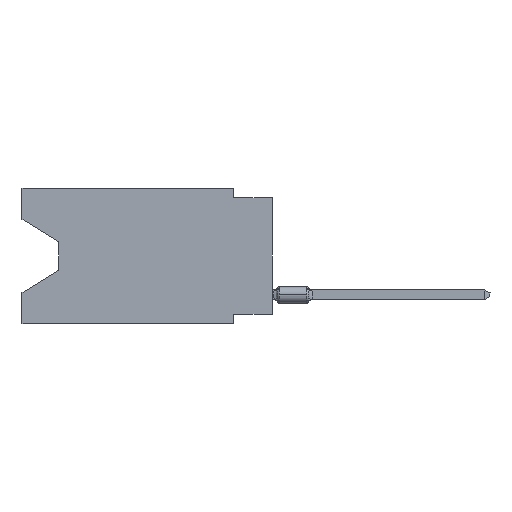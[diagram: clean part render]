
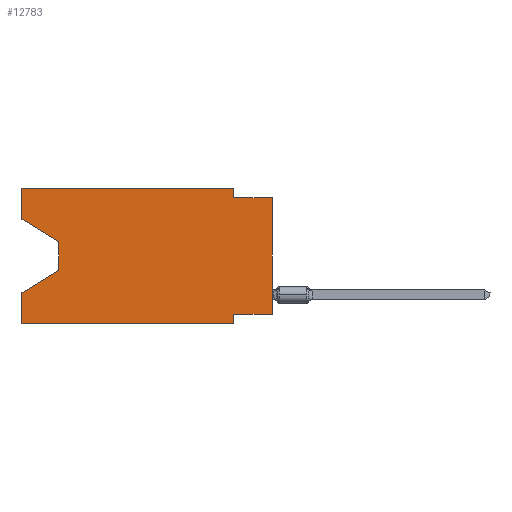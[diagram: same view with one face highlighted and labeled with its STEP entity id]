
A CAD part, left-side view. The second image highlights one B-rep face of the part: STEP entity #12783.
In plain terms, the highlighted planar face has unit normal (-1, 0, 0).
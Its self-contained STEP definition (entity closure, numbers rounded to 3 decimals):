
#43 = DIRECTION ( 'NONE',  ( 0., 0., 1. ) ) ;
#1984 = EDGE_CURVE ( 'NONE', #86507, #59033, #67448, .T. ) ;
#2167 = CARTESIAN_POINT ( 'NONE',  ( 0., 13.97, -3.505 ) ) ;
#2871 = ORIENTED_EDGE ( 'NONE', *, *, #67203, .F. ) ;
#3238 = ORIENTED_EDGE ( 'NONE', *, *, #22645, .F. ) ;
#4224 = CARTESIAN_POINT ( 'NONE',  ( 0., 13.97, -3.505 ) ) ;
#4503 = VERTEX_POINT ( 'NONE', #44329 ) ;
#5050 = EDGE_CURVE ( 'NONE', #80643, #46583, #40474, .T. ) ;
#5666 = VECTOR ( 'NONE', #68854, 1000. ) ;
#7295 = DIRECTION ( 'NONE',  ( 1., 0., 0. ) ) ;
#7467 = ORIENTED_EDGE ( 'NONE', *, *, #1984, .T. ) ;
#10357 = VECTOR ( 'NONE', #42408, 1000. ) ;
#11517 = LINE ( 'NONE', #39962, #88935 ) ;
#12240 = CARTESIAN_POINT ( 'NONE',  ( 0., 16.383, -8.89 ) ) ;
#12783 = ADVANCED_FACE ( 'NONE', ( #84168 ), #19895, .F. ) ;
#14451 = CARTESIAN_POINT ( 'NONE',  ( 0., 2.54, -8.89 ) ) ;
#14872 = CARTESIAN_POINT ( 'NONE',  ( 0., 0., -0.635 ) ) ;
#15115 = ORIENTED_EDGE ( 'NONE', *, *, #87037, .T. ) ;
#19895 = PLANE ( 'NONE',  #84231 ) ;
#20089 = VECTOR ( 'NONE', #43, 1000. ) ;
#20993 = VERTEX_POINT ( 'NONE', #2167 ) ;
#21515 = VERTEX_POINT ( 'NONE', #81534 ) ;
#22181 = VECTOR ( 'NONE', #47196, 1000. ) ;
#22645 = EDGE_CURVE ( 'NONE', #87618, #80643, #22889, .T. ) ;
#22781 = VERTEX_POINT ( 'NONE', #26133 ) ;
#22889 = LINE ( 'NONE', #24271, #34938 ) ;
#23125 = ORIENTED_EDGE ( 'NONE', *, *, #37538, .T. ) ;
#23470 = CARTESIAN_POINT ( 'NONE',  ( 0., 13.97, -5.385 ) ) ;
#24271 = CARTESIAN_POINT ( 'NONE',  ( 0., 16.383, 0. ) ) ;
#24424 = DIRECTION ( 'NONE',  ( 0., 0.855, -0.519 ) ) ;
#26133 = CARTESIAN_POINT ( 'NONE',  ( 0., 16.383, -2.038 ) ) ;
#30231 = LINE ( 'NONE', #58643, #63447 ) ;
#31035 = CARTESIAN_POINT ( 'NONE',  ( 0., 16.383, 0. ) ) ;
#34517 = LINE ( 'NONE', #85705, #20089 ) ;
#34938 = VECTOR ( 'NONE', #52707, 1000. ) ;
#34992 = ORIENTED_EDGE ( 'NONE', *, *, #77463, .F. ) ;
#35265 = CARTESIAN_POINT ( 'NONE',  ( 0., 16.383, 0. ) ) ;
#36010 = VECTOR ( 'NONE', #80286, 1000. ) ;
#36042 = CARTESIAN_POINT ( 'NONE',  ( 0., 2.54, -0.635 ) ) ;
#36123 = ORIENTED_EDGE ( 'NONE', *, *, #80693, .F. ) ;
#37005 = LINE ( 'NONE', #66784, #36010 ) ;
#37538 = EDGE_CURVE ( 'NONE', #22781, #20993, #37005, .T. ) ;
#39962 = CARTESIAN_POINT ( 'NONE',  ( 0., 13.97, -5.385 ) ) ;
#40474 = LINE ( 'NONE', #47923, #5666 ) ;
#42408 = DIRECTION ( 'NONE',  ( 0., -1., 0. ) ) ;
#44329 = CARTESIAN_POINT ( 'NONE',  ( 0., 2.54, -8.255 ) ) ;
#46583 = VERTEX_POINT ( 'NONE', #36042 ) ;
#47196 = DIRECTION ( 'NONE',  ( 0., 0., 1. ) ) ;
#47875 = DIRECTION ( 'NONE',  ( 0., 0., -1. ) ) ;
#47923 = CARTESIAN_POINT ( 'NONE',  ( 0., 2.54, 0. ) ) ;
#48792 = DIRECTION ( 'NONE',  ( 0., 0., -1. ) ) ;
#48976 = EDGE_CURVE ( 'NONE', #4503, #59033, #76705, .T. ) ;
#52151 = VERTEX_POINT ( 'NONE', #83706 ) ;
#52707 = DIRECTION ( 'NONE',  ( 0., -1., 0. ) ) ;
#53191 = ORIENTED_EDGE ( 'NONE', *, *, #65519, .T. ) ;
#54082 = LINE ( 'NONE', #4224, #77892 ) ;
#54101 = ORIENTED_EDGE ( 'NONE', *, *, #5050, .F. ) ;
#56765 = LINE ( 'NONE', #57666, #80511 ) ;
#57666 = CARTESIAN_POINT ( 'NONE',  ( 0., 0., -8.255 ) ) ;
#57738 = DIRECTION ( 'NONE',  ( 0., 0., 1. ) ) ;
#58122 = CARTESIAN_POINT ( 'NONE',  ( 0., 2.54, 0. ) ) ;
#58643 = CARTESIAN_POINT ( 'NONE',  ( 0., 16.383, 0. ) ) ;
#59033 = VERTEX_POINT ( 'NONE', #14451 ) ;
#59059 = EDGE_CURVE ( 'NONE', #22781, #87618, #34517, .T. ) ;
#59139 = EDGE_LOOP ( 'NONE', ( #23125, #15115, #53191, #34992, #7467, #59467, #36123, #87598, #2871, #54101, #3238, #68175 ) ) ;
#59467 = ORIENTED_EDGE ( 'NONE', *, *, #48976, .F. ) ;
#59559 = DIRECTION ( 'NONE',  ( 0., -1., 0. ) ) ;
#59948 = VERTEX_POINT ( 'NONE', #23470 ) ;
#63447 = VECTOR ( 'NONE', #57738, 1000. ) ;
#64275 = LINE ( 'NONE', #14872, #10357 ) ;
#64798 = VECTOR ( 'NONE', #59559, 1000. ) ;
#65519 = EDGE_CURVE ( 'NONE', #59948, #21515, #11517, .T. ) ;
#65606 = CARTESIAN_POINT ( 'NONE',  ( 0., 0., -8.255 ) ) ;
#66784 = CARTESIAN_POINT ( 'NONE',  ( 0., 16.383, -2.038 ) ) ;
#67203 = EDGE_CURVE ( 'NONE', #46583, #52151, #64275, .T. ) ;
#67448 = LINE ( 'NONE', #89317, #64798 ) ;
#68175 = ORIENTED_EDGE ( 'NONE', *, *, #59059, .F. ) ;
#68854 = DIRECTION ( 'NONE',  ( 0., 0., -1. ) ) ;
#69719 = CARTESIAN_POINT ( 'NONE',  ( 0., 2.54, -8.89 ) ) ;
#76497 = LINE ( 'NONE', #90470, #22181 ) ;
#76705 = LINE ( 'NONE', #69719, #91970 ) ;
#77463 = EDGE_CURVE ( 'NONE', #86507, #21515, #30231, .T. ) ;
#77892 = VECTOR ( 'NONE', #82474, 1000. ) ;
#80286 = DIRECTION ( 'NONE',  ( 0., -0.855, -0.519 ) ) ;
#80511 = VECTOR ( 'NONE', #86048, 1000. ) ;
#80643 = VERTEX_POINT ( 'NONE', #58122 ) ;
#80693 = EDGE_CURVE ( 'NONE', #82847, #4503, #56765, .T. ) ;
#81534 = CARTESIAN_POINT ( 'NONE',  ( 0., 16.383, -6.852 ) ) ;
#82474 = DIRECTION ( 'NONE',  ( 0., 0., -1. ) ) ;
#82847 = VERTEX_POINT ( 'NONE', #65606 ) ;
#83706 = CARTESIAN_POINT ( 'NONE',  ( 0., 0., -0.635 ) ) ;
#84168 = FACE_OUTER_BOUND ( 'NONE', #59139, .T. ) ;
#84231 = AXIS2_PLACEMENT_3D ( 'NONE', #35265, #7295, #47875 ) ;
#85705 = CARTESIAN_POINT ( 'NONE',  ( 0., 16.383, 0. ) ) ;
#86048 = DIRECTION ( 'NONE',  ( 0., 1., 0. ) ) ;
#86507 = VERTEX_POINT ( 'NONE', #12240 ) ;
#87037 = EDGE_CURVE ( 'NONE', #20993, #59948, #54082, .T. ) ;
#87598 = ORIENTED_EDGE ( 'NONE', *, *, #91999, .T. ) ;
#87618 = VERTEX_POINT ( 'NONE', #31035 ) ;
#88935 = VECTOR ( 'NONE', #24424, 1000. ) ;
#89317 = CARTESIAN_POINT ( 'NONE',  ( 0., 16.383, -8.89 ) ) ;
#90470 = CARTESIAN_POINT ( 'NONE',  ( 0., 0., 0. ) ) ;
#91970 = VECTOR ( 'NONE', #48792, 1000. ) ;
#91999 = EDGE_CURVE ( 'NONE', #82847, #52151, #76497, .T. ) ;
